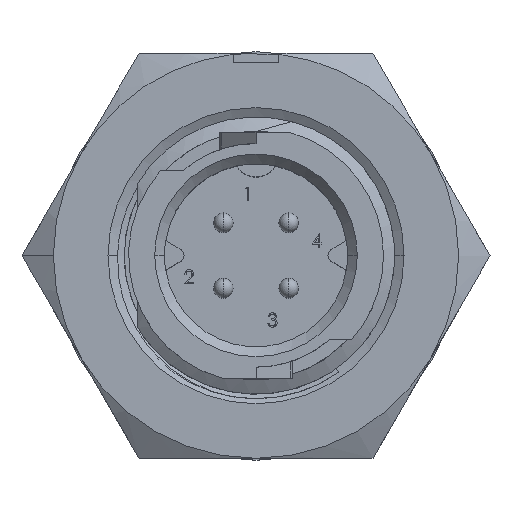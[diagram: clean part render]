
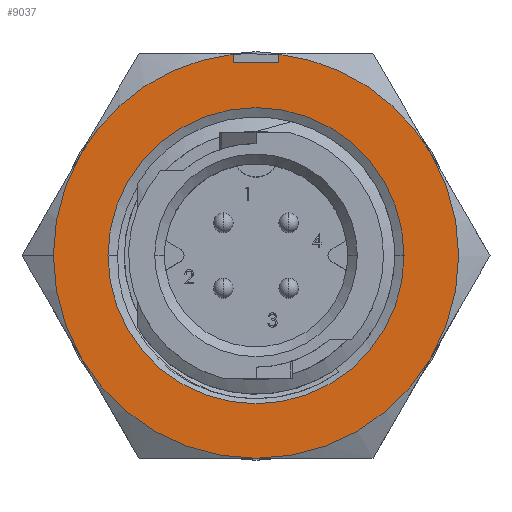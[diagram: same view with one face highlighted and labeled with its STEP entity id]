
A CAD part, top view. The second image highlights one B-rep face of the part: STEP entity #9037.
In plain terms, the highlighted planar face has unit normal (0, 0, 1).
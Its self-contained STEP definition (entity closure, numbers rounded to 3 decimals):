
#43 = DIRECTION ( 'NONE',  ( 1., 0., 0. ) ) ;
#93 = ORIENTED_EDGE ( 'NONE', *, *, #3895, .F. ) ;
#167 = ORIENTED_EDGE ( 'NONE', *, *, #14503, .F. ) ;
#327 = DIRECTION ( 'NONE',  ( 1., 0., 0. ) ) ;
#521 = VECTOR ( 'NONE', #14572, 1000. ) ;
#535 = AXIS2_PLACEMENT_3D ( 'NONE', #2886, #15162, #4034 ) ;
#600 = DIRECTION ( 'NONE',  ( 0., -1., 0. ) ) ;
#678 = CARTESIAN_POINT ( 'NONE',  ( 5.753, 0., 10.236 ) ) ;
#680 = CARTESIAN_POINT ( 'NONE',  ( -0.889, -7.824, 10.236 ) ) ;
#1018 = DIRECTION ( 'NONE',  ( 1., 0., 0. ) ) ;
#1389 = DIRECTION ( 'NONE',  ( 0., 0., -1. ) ) ;
#1404 = EDGE_CURVE ( 'NONE', #3142, #9768, #13103, .T. ) ;
#1463 = AXIS2_PLACEMENT_3D ( 'NONE', #15609, #8299, #13243 ) ;
#1750 = VERTEX_POINT ( 'NONE', #678 ) ;
#2227 = CIRCLE ( 'NONE', #6613, 5.753 ) ;
#2308 = VERTEX_POINT ( 'NONE', #13409 ) ;
#2374 = DIRECTION ( 'NONE',  ( 0., 0., -1. ) ) ;
#2591 = CARTESIAN_POINT ( 'NONE',  ( 7.874, 0., 10.236 ) ) ;
#2629 = CARTESIAN_POINT ( 'NONE',  ( 0.889, -7.493, 10.236 ) ) ;
#2672 = ORIENTED_EDGE ( 'NONE', *, *, #11012, .F. ) ;
#2692 = EDGE_CURVE ( 'NONE', #2308, #10324, #12421, .T. ) ;
#2757 = CARTESIAN_POINT ( 'NONE',  ( -0.889, -7.493, 10.236 ) ) ;
#2886 = CARTESIAN_POINT ( 'NONE',  ( 0., 0., 10.236 ) ) ;
#3034 = CARTESIAN_POINT ( 'NONE',  ( -0.889, -8.938, 10.236 ) ) ;
#3105 = ORIENTED_EDGE ( 'NONE', *, *, #4672, .T. ) ;
#3142 = VERTEX_POINT ( 'NONE', #680 ) ;
#3165 = AXIS2_PLACEMENT_3D ( 'NONE', #9790, #11174, #43 ) ;
#3302 = EDGE_CURVE ( 'NONE', #10328, #1750, #2227, .T. ) ;
#3446 = PLANE ( 'NONE',  #7710 ) ;
#3470 = ORIENTED_EDGE ( 'NONE', *, *, #10809, .F. ) ;
#3895 = EDGE_CURVE ( 'NONE', #10324, #11130, #14991, .T. ) ;
#4032 = DIRECTION ( 'NONE',  ( 0., -1., 0. ) ) ;
#4034 = DIRECTION ( 'NONE',  ( 1., 0., 0. ) ) ;
#4040 = ORIENTED_EDGE ( 'NONE', *, *, #1404, .F. ) ;
#4172 = DIRECTION ( 'NONE',  ( 0., 1., 0. ) ) ;
#4196 = ORIENTED_EDGE ( 'NONE', *, *, #6441, .F. ) ;
#4357 = DIRECTION ( 'NONE',  ( 0., 0., -1. ) ) ;
#4428 = CIRCLE ( 'NONE', #535, 7.874 ) ;
#4672 = EDGE_CURVE ( 'NONE', #1750, #10328, #12259, .T. ) ;
#4911 = ORIENTED_EDGE ( 'NONE', *, *, #3302, .T. ) ;
#5065 = VECTOR ( 'NONE', #4172, 1000. ) ;
#5130 = CARTESIAN_POINT ( 'NONE',  ( 0., 0., 10.236 ) ) ;
#5345 = CARTESIAN_POINT ( 'NONE',  ( 0., 0., 10.236 ) ) ;
#5491 = CARTESIAN_POINT ( 'NONE',  ( 0., 0., 10.236 ) ) ;
#5978 = CIRCLE ( 'NONE', #3165, 7.874 ) ;
#6015 = AXIS2_PLACEMENT_3D ( 'NONE', #5491, #4357, #13210 ) ;
#6167 = CARTESIAN_POINT ( 'NONE',  ( -5.753, 0., 10.236 ) ) ;
#6346 = AXIS2_PLACEMENT_3D ( 'NONE', #11054, #2374, #13167 ) ;
#6441 = EDGE_CURVE ( 'NONE', #9768, #9690, #12889, .T. ) ;
#6613 = AXIS2_PLACEMENT_3D ( 'NONE', #5345, #8850, #10063 ) ;
#6645 = CARTESIAN_POINT ( 'NONE',  ( 0., 0., 10.236 ) ) ;
#6929 = DIRECTION ( 'NONE',  ( 0., 0., -1. ) ) ;
#7101 = CARTESIAN_POINT ( 'NONE',  ( 0., 0., 10.236 ) ) ;
#7710 = AXIS2_PLACEMENT_3D ( 'NONE', #15797, #6929, #600 ) ;
#7934 = EDGE_CURVE ( 'NONE', #9690, #15427, #13159, .T. ) ;
#8299 = DIRECTION ( 'NONE',  ( 0., 0., -1. ) ) ;
#8850 = DIRECTION ( 'NONE',  ( 0., 0., -1. ) ) ;
#8912 = VERTEX_POINT ( 'NONE', #2591 ) ;
#9037 = ADVANCED_FACE ( 'NONE', ( #9299, #9539 ), #3446, .F. ) ;
#9091 = DIRECTION ( 'NONE',  ( 0., 0., -1. ) ) ;
#9299 = FACE_BOUND ( 'NONE', #14194, .T. ) ;
#9355 = CARTESIAN_POINT ( 'NONE',  ( -6.819, -3.937, 10.236 ) ) ;
#9539 = FACE_OUTER_BOUND ( 'NONE', #9972, .T. ) ;
#9659 = CIRCLE ( 'NONE', #6015, 7.874 ) ;
#9690 = VERTEX_POINT ( 'NONE', #14143 ) ;
#9768 = VERTEX_POINT ( 'NONE', #9355 ) ;
#9790 = CARTESIAN_POINT ( 'NONE',  ( 0., 0., 10.236 ) ) ;
#9972 = EDGE_LOOP ( 'NONE', ( #4040, #3470, #2672, #93, #10145, #167, #11305, #16091, #14225, #4196 ) ) ;
#10058 = AXIS2_PLACEMENT_3D ( 'NONE', #6645, #9091, #14048 ) ;
#10063 = DIRECTION ( 'NONE',  ( 1., 0., 0. ) ) ;
#10145 = ORIENTED_EDGE ( 'NONE', *, *, #2692, .F. ) ;
#10324 = VERTEX_POINT ( 'NONE', #13814 ) ;
#10328 = VERTEX_POINT ( 'NONE', #6167 ) ;
#10564 = CARTESIAN_POINT ( 'NONE',  ( 0., 7.874, 10.236 ) ) ;
#10809 = EDGE_CURVE ( 'NONE', #12427, #3142, #15160, .T. ) ;
#11012 = EDGE_CURVE ( 'NONE', #11130, #12427, #11893, .T. ) ;
#11054 = CARTESIAN_POINT ( 'NONE',  ( 0., 0., 10.236 ) ) ;
#11130 = VERTEX_POINT ( 'NONE', #2629 ) ;
#11174 = DIRECTION ( 'NONE',  ( 0., 0., -1. ) ) ;
#11305 = ORIENTED_EDGE ( 'NONE', *, *, #11805, .F. ) ;
#11805 = EDGE_CURVE ( 'NONE', #15269, #8912, #4428, .T. ) ;
#11893 = LINE ( 'NONE', #13345, #521 ) ;
#12259 = CIRCLE ( 'NONE', #14589, 5.753 ) ;
#12421 = CIRCLE ( 'NONE', #12933, 7.874 ) ;
#12427 = VERTEX_POINT ( 'NONE', #2757 ) ;
#12772 = CARTESIAN_POINT ( 'NONE',  ( 0.889, -8.938, 10.236 ) ) ;
#12889 = CIRCLE ( 'NONE', #1463, 7.874 ) ;
#12933 = AXIS2_PLACEMENT_3D ( 'NONE', #5130, #1389, #327 ) ;
#13103 = CIRCLE ( 'NONE', #6346, 7.874 ) ;
#13159 = CIRCLE ( 'NONE', #10058, 7.874 ) ;
#13167 = DIRECTION ( 'NONE',  ( 1., 0., 0. ) ) ;
#13210 = DIRECTION ( 'NONE',  ( 1., 0., 0. ) ) ;
#13243 = DIRECTION ( 'NONE',  ( 1., 0., 0. ) ) ;
#13345 = CARTESIAN_POINT ( 'NONE',  ( 0.889, -7.493, 10.236 ) ) ;
#13409 = CARTESIAN_POINT ( 'NONE',  ( 6.819, -3.937, 10.236 ) ) ;
#13814 = CARTESIAN_POINT ( 'NONE',  ( 0.889, -7.824, 10.236 ) ) ;
#14048 = DIRECTION ( 'NONE',  ( 1., 0., 0. ) ) ;
#14143 = CARTESIAN_POINT ( 'NONE',  ( -6.819, 3.937, 10.236 ) ) ;
#14194 = EDGE_LOOP ( 'NONE', ( #4911, #3105 ) ) ;
#14225 = ORIENTED_EDGE ( 'NONE', *, *, #7934, .F. ) ;
#14503 = EDGE_CURVE ( 'NONE', #8912, #2308, #9659, .T. ) ;
#14540 = VECTOR ( 'NONE', #4032, 1000. ) ;
#14572 = DIRECTION ( 'NONE',  ( -1., 0., 0. ) ) ;
#14589 = AXIS2_PLACEMENT_3D ( 'NONE', #7101, #15808, #1018 ) ;
#14619 = EDGE_CURVE ( 'NONE', #15427, #15269, #5978, .T. ) ;
#14991 = LINE ( 'NONE', #12772, #5065 ) ;
#15160 = LINE ( 'NONE', #3034, #14540 ) ;
#15162 = DIRECTION ( 'NONE',  ( 0., 0., -1. ) ) ;
#15269 = VERTEX_POINT ( 'NONE', #16033 ) ;
#15427 = VERTEX_POINT ( 'NONE', #10564 ) ;
#15609 = CARTESIAN_POINT ( 'NONE',  ( 0., 0., 10.236 ) ) ;
#15797 = CARTESIAN_POINT ( 'NONE',  ( 0., 15.748, 10.236 ) ) ;
#15808 = DIRECTION ( 'NONE',  ( 0., 0., -1. ) ) ;
#16033 = CARTESIAN_POINT ( 'NONE',  ( 6.819, 3.937, 10.236 ) ) ;
#16091 = ORIENTED_EDGE ( 'NONE', *, *, #14619, .F. ) ;
